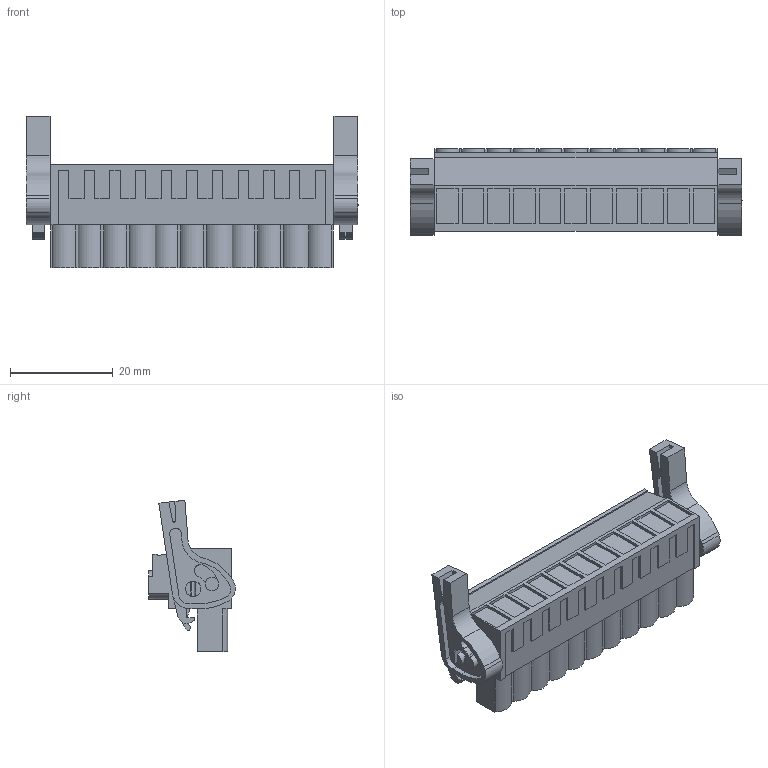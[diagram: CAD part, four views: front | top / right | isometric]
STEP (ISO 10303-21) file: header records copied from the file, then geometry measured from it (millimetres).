
FILE_DESCRIPTION(('CATIA V5 STEP Exchange','CAx-IF Rec.Pracs.--- Model Styling and Organization---1.2---2011-12-15'),'2;1');
FILE_NAME ('D1460378_0_1956280000_1956280000.stp','2017-05-31T13:03:49+00:00',('none'),('Weidmueller'),'CATIA Version 5-6 Release 2014','CATIA V5 STEP AP214','none');
FILE_SCHEMA(('AUTOMOTIVE_DESIGN { 1 0 10303 214 1 1 1 1 }'));
Length unit declared in the file: millimetre
Products named in the file (1): 1956280000
Bounding box: 64.7 x 16.89 x 29.52 mm (x, y, z)
Volume: 12033.4 mm3; surface area: 7749.3 mm2
Topology: 14 solids, 14 shells, 820 faces, 2332 edges, 1594 vertices
Faces by surface type: plane 619, cylinder 199, extrusion 2
Entity records: 25933 total; most frequent: CARTESIAN_POINT 4859, ORIENTED_EDGE 4664, DIRECTION 3419, EDGE_CURVE 2332, VECTOR 1849, LINE 1847, VERTEX_POINT 1594, AXIS2_PLACEMENT_3D 1003
